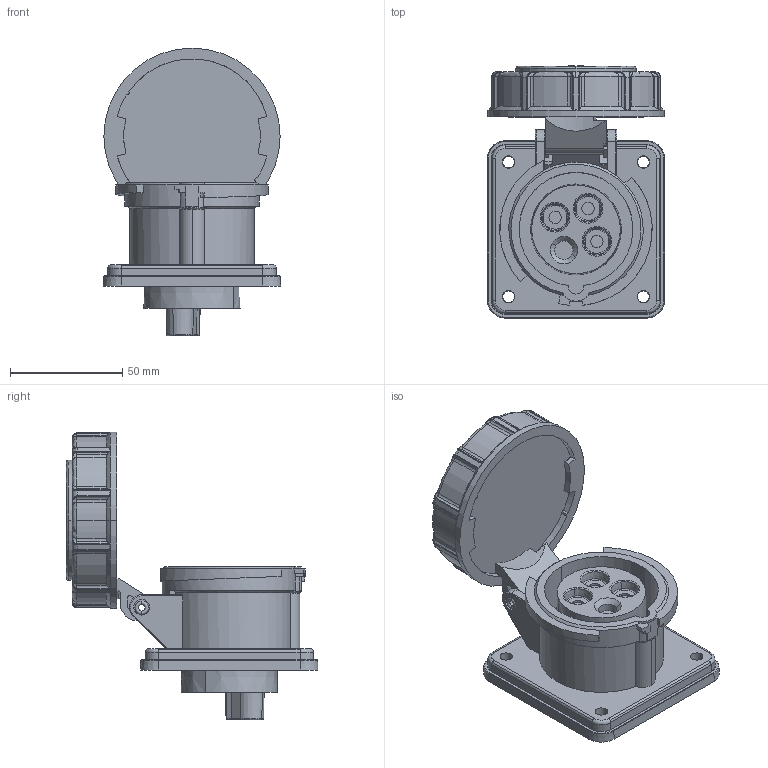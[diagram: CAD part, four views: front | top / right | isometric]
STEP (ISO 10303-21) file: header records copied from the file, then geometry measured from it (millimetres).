
FILE_DESCRIPTION (( 'STEP AP203' ), '1' );
FILE_NAME ('BRY420R7W.step', '2022-08-17T19:56:16', ( '' ), ( '' ), 'SwSTEP 2.0', 'SolidWorks 2021', '' );
FILE_SCHEMA (( 'CONFIG_CONTROL_DESIGN' ));
Length unit declared in the file: millimetre
Products named in the file (1): BRY420R7W
Bounding box: 79 x 112.2 x 128.15 mm (x, y, z)
Volume: 221550.3 mm3; surface area: 61095.6 mm2
Topology: 2 solids, 2 shells, 735 faces, 1939 edges, 1212 vertices
Faces by surface type: cylinder 325, plane 197, bspline 82, torus 72, cone 57, sphere 2
Entity records: 27057 total; most frequent: CARTESIAN_POINT 9894, ORIENTED_EDGE 3830, DIRECTION 3270, EDGE_CURVE 1915, AXIS2_PLACEMENT_3D 1263, VERTEX_POINT 1212, EDGE_LOOP 787, VECTOR 744
